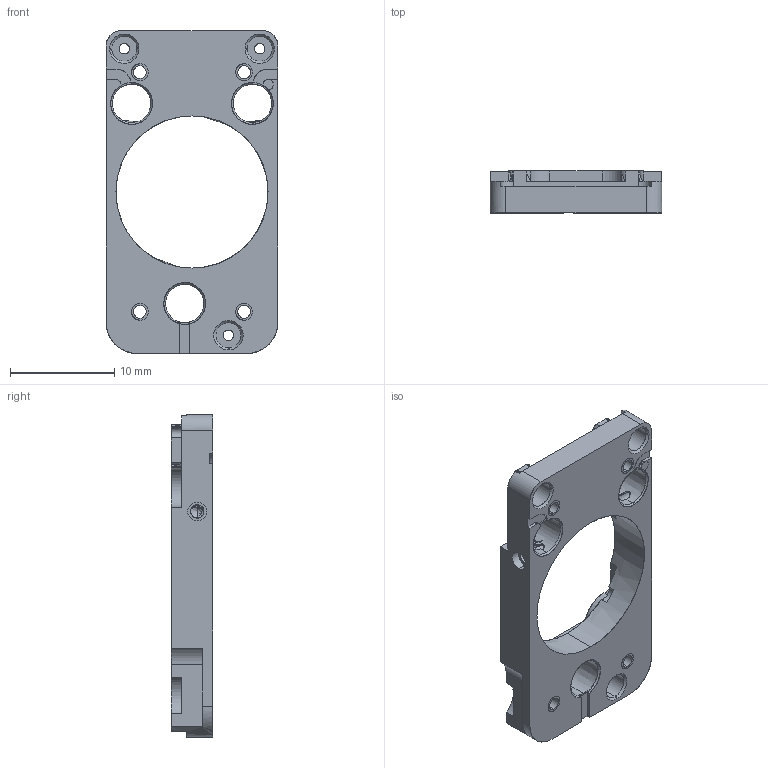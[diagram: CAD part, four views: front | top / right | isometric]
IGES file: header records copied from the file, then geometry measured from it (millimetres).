
Global section: file name: 0353-19-65G; native system: VariCAD 2015-1.08; preprocessor: 5.3; author: LVVS3874K00E; organization: Elphe, Inc.; date: 20150615.161447; units: millimetre
Bounding box: 16.5 x 4 x 31 mm (x, y, z)
Surface area: 1824.5 mm2 (no closed solid volume)
Topology: 0 solids, 0 shells, 256 faces, 1539 edges, 1471 vertices
Faces by surface type: revolution 165, bspline 91
